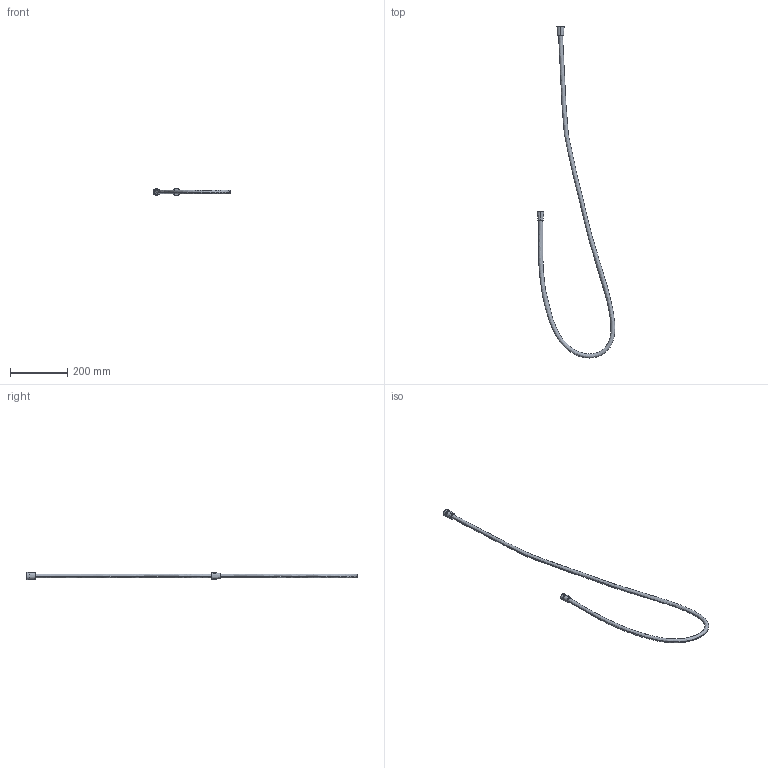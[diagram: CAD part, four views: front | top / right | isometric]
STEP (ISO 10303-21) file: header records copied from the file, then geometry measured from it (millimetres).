
FILE_DESCRIPTION (( 'STEP AP203' ), '1' );
FILE_NAME ('99-P55471.STEP', '2024-07-08T08:43:43', ( '' ), ( '' ), 'SwSTEP 2.0', 'SolidWorks 2021', '' );
FILE_SCHEMA (( 'CONFIG_CONTROL_DESIGN' ));
Length unit declared in the file: millimetre
Products named in the file (1): 99-P55471
Bounding box: 270.3 x 1156.42 x 25.3 mm (x, y, z)
Volume: 276174 mm3; surface area: 87149.9 mm2
Topology: 1 solids, 1 shells, 58 faces, 122 edges, 80 vertices
Faces by surface type: cylinder 32, plane 20, cone 4, bspline 2
Entity records: 2506 total; most frequent: CARTESIAN_POINT 1120, DIRECTION 302, ORIENTED_EDGE 244, AXIS2_PLACEMENT_3D 131, EDGE_CURVE 122, VERTEX_POINT 80, EDGE_LOOP 76, CIRCLE 74
